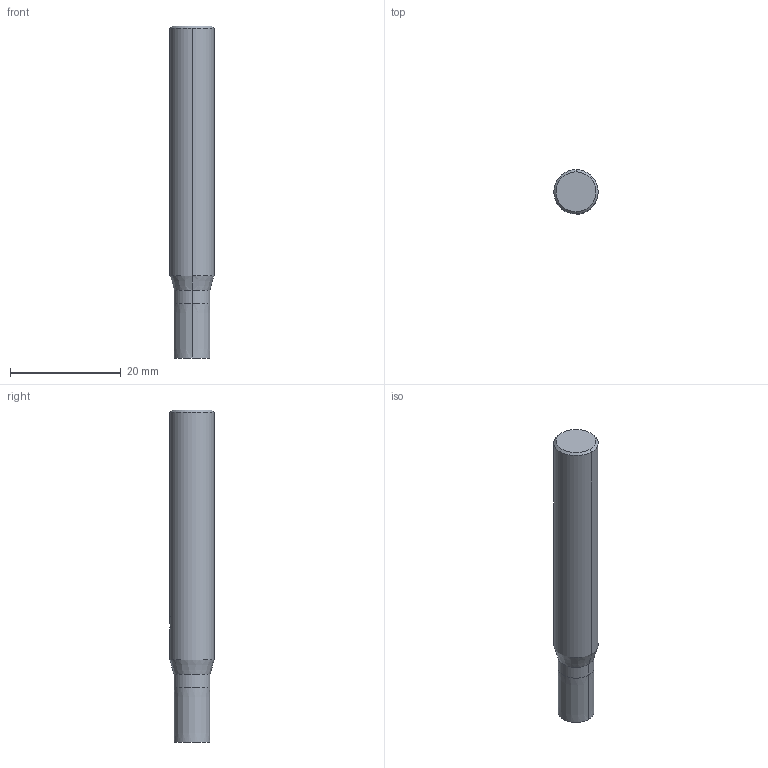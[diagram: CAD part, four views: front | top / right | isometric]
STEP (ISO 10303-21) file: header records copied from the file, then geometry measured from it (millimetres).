
FILE_DESCRIPTION(('no description'),'unknown implementation level');
FILE_NAME('solidnWY2PqBP2NYPA5shY0b51WROnR8_1.STP',' ',('CIMSOURCE GmbH'),('CADClick - KiM GmbH - www.kimweb.de'),'unknown preprocess','ACIS','unknown authorization');
FILE_SCHEMA(('automotive_design'));
Length unit declared in the file: millimetre
Products named in the file (2): NOCUT; CUT
Bounding box: 8 x 8 x 60 mm (x, y, z)
Volume: 2781.4 mm3; surface area: 1591.6 mm2
Topology: 2 solids, 2 shells, 28 faces, 65 edges, 42 vertices
Faces by surface type: cylinder 12, plane 10, cone 6
Entity records: 1822 total; most frequent: CARTESIAN_POINT 369, DIRECTION 141, STYLED_ITEM 137, PRESENTATION_STYLE_ASSIGNMENT 137, COLOUR_RGB 137, ORIENTED_EDGE 130, EDGE_CURVE 65, CURVE_STYLE 65
